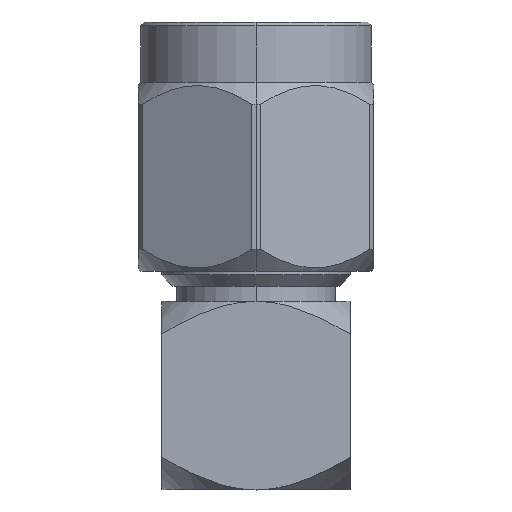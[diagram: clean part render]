
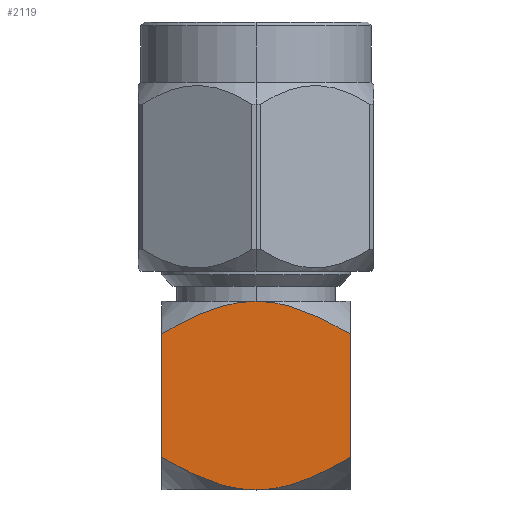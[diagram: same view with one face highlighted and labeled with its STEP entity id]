
A CAD part, left-side view. The second image highlights one B-rep face of the part: STEP entity #2119.
In plain terms, the highlighted planar face has unit normal (-1, 0, 0).
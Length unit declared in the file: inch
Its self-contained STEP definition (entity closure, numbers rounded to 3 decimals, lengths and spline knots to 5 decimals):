
#39 = CARTESIAN_POINT ( 'NONE',  ( -0.125, 0., 0.125 ) ) ;
#101 = CARTESIAN_POINT ( 'NONE',  ( -0.125, -0.125, 0.125 ) ) ;
#218 = VERTEX_POINT ( 'NONE', #1174 ) ;
#309 = ORIENTED_EDGE ( 'NONE', *, *, #2881, .F. ) ;
#320 = CARTESIAN_POINT ( 'NONE',  ( -0.125, 0.02225, 0.12372 ) ) ;
#533 = CARTESIAN_POINT ( 'NONE',  ( -0.125, 0.125, 0.08155 ) ) ;
#592 = CARTESIAN_POINT ( 'NONE',  ( -0.125, -0.08595, -0.10354 ) ) ;
#595 = CARTESIAN_POINT ( 'NONE',  ( -0.125, 0.125, -0.08155 ) ) ;
#765 = VERTEX_POINT ( 'NONE', #39 ) ;
#991 = CARTESIAN_POINT ( 'NONE',  ( -0.125, -0.02237, -0.1237 ) ) ;
#1126 = CARTESIAN_POINT ( 'NONE',  ( -0.125, 0.125, 0.08155 ) ) ;
#1174 = CARTESIAN_POINT ( 'NONE',  ( -0.125, 0., -0.125 ) ) ;
#1313 = CARTESIAN_POINT ( 'NONE',  ( -0.125, 0., 0.125 ) ) ;
#1463 = CARTESIAN_POINT ( 'NONE',  ( -0.125, -0.01111, 0.125 ) ) ;
#1483 = VECTOR ( 'NONE', #3439, 39.37008 ) ;
#1503 = CARTESIAN_POINT ( 'NONE',  ( -0.125, 0.10583, -0.09293 ) ) ;
#1524 = ORIENTED_EDGE ( 'NONE', *, *, #1878, .F. ) ;
#1566 = ORIENTED_EDGE ( 'NONE', *, *, #4352, .F. ) ;
#1673 = EDGE_CURVE ( 'NONE', #765, #3533, #1854, .T. ) ;
#1756 = CARTESIAN_POINT ( 'NONE',  ( -0.125, -0.125, 0.08155 ) ) ;
#1854 = B_SPLINE_CURVE_WITH_KNOTS ( 'NONE', 3,
 ( #1313, #1463, #4897, #5398, #5420, #4076, #5518, #1756 ),
 .UNSPECIFIED., .F., .F.,
 ( 4, 2, 2, 4 ),
 ( 0.01173, 0.01258, 0.01342, 0.01512 ),
 .UNSPECIFIED. ) ;
#1878 = EDGE_CURVE ( 'NONE', #3312, #218, #4993, .T. ) ;
#1882 = CARTESIAN_POINT ( 'NONE',  ( -0.125, -0.125, -0.08155 ) ) ;
#1905 = CARTESIAN_POINT ( 'NONE',  ( -0.125, 0., -0.125 ) ) ;
#1928 = CARTESIAN_POINT ( 'NONE',  ( -0.125, -0.05485, -0.11561 ) ) ;
#1966 = LINE ( 'NONE', #4821, #1483 ) ;
#2005 = CARTESIAN_POINT ( 'NONE',  ( -0.125, -0.125, -0.08155 ) ) ;
#2033 = CARTESIAN_POINT ( 'NONE',  ( -0.125, 0.10583, 0.09293 ) ) ;
#2091 = CARTESIAN_POINT ( 'NONE',  ( -0.125, 0.05487, 0.1156 ) ) ;
#2119 = ADVANCED_FACE ( 'NONE', ( #4874 ), #5652, .F. ) ;
#2236 = B_SPLINE_CURVE_WITH_KNOTS ( 'NONE', 3,
 ( #1126, #2033, #2954, #2091, #5723, #320, #3403, #4335 ),
 .UNSPECIFIED., .F., .F.,
 ( 4, 2, 2, 4 ),
 ( 0.00835, 0.01004, 0.01089, 0.01173 ),
 .UNSPECIFIED. ) ;
#2382 = CARTESIAN_POINT ( 'NONE',  ( -0.125, 0., -0.125 ) ) ;
#2518 = CARTESIAN_POINT ( 'NONE',  ( -0.125, -0.125, 0.125 ) ) ;
#2744 = VECTOR ( 'NONE', #4685, 39.37008 ) ;
#2797 = EDGE_LOOP ( 'NONE', ( #1524, #3959, #4952, #309, #5044, #1566 ) ) ;
#2881 = EDGE_CURVE ( 'NONE', #4157, #765, #2236, .T. ) ;
#2954 = CARTESIAN_POINT ( 'NONE',  ( -0.125, 0.08597, 0.10353 ) ) ;
#2957 = EDGE_CURVE ( 'NONE', #4157, #4647, #1966, .T. ) ;
#3311 = CARTESIAN_POINT ( 'NONE',  ( -0.125, 0.05487, -0.1156 ) ) ;
#3312 = VERTEX_POINT ( 'NONE', #2005 ) ;
#3373 = LINE ( 'NONE', #101, #2744 ) ;
#3403 = CARTESIAN_POINT ( 'NONE',  ( -0.125, 0.01111, 0.125 ) ) ;
#3417 = DIRECTION ( 'NONE',  ( 0., 0., -1. ) ) ;
#3439 = DIRECTION ( 'NONE',  ( 0., 0., -1. ) ) ;
#3533 = VERTEX_POINT ( 'NONE', #4774 ) ;
#3727 = CARTESIAN_POINT ( 'NONE',  ( -0.125, 0.04426, -0.11898 ) ) ;
#3824 = AXIS2_PLACEMENT_3D ( 'NONE', #2518, #5673, #3417 ) ;
#3959 = ORIENTED_EDGE ( 'NONE', *, *, #4418, .F. ) ;
#4076 = CARTESIAN_POINT ( 'NONE',  ( -0.125, -0.08595, 0.10354 ) ) ;
#4131 = CARTESIAN_POINT ( 'NONE',  ( -0.125, -0.04426, -0.11897 ) ) ;
#4157 = VERTEX_POINT ( 'NONE', #533 ) ;
#4169 = CARTESIAN_POINT ( 'NONE',  ( -0.125, 0.08597, -0.10353 ) ) ;
#4335 = CARTESIAN_POINT ( 'NONE',  ( -0.125, 0., 0.125 ) ) ;
#4352 = EDGE_CURVE ( 'NONE', #218, #4647, #4676, .T. ) ;
#4418 = EDGE_CURVE ( 'NONE', #3533, #3312, #3373, .T. ) ;
#4623 = CARTESIAN_POINT ( 'NONE',  ( -0.125, 0.125, -0.08155 ) ) ;
#4624 = CARTESIAN_POINT ( 'NONE',  ( -0.125, -0.10583, -0.09293 ) ) ;
#4647 = VERTEX_POINT ( 'NONE', #595 ) ;
#4676 = B_SPLINE_CURVE_WITH_KNOTS ( 'NONE', 3,
 ( #2382, #5544, #5107, #3727, #3311, #4169, #1503, #4623 ),
 .UNSPECIFIED., .F., .F.,
 ( 4, 2, 2, 4 ),
 ( 0.00698, 0.00783, 0.00868, 0.01037 ),
 .UNSPECIFIED. ) ;
#4685 = DIRECTION ( 'NONE',  ( 0., 0., -1. ) ) ;
#4774 = CARTESIAN_POINT ( 'NONE',  ( -0.125, -0.125, 0.08155 ) ) ;
#4821 = CARTESIAN_POINT ( 'NONE',  ( -0.125, 0.125, 0.125 ) ) ;
#4874 = FACE_OUTER_BOUND ( 'NONE', #2797, .T. ) ;
#4897 = CARTESIAN_POINT ( 'NONE',  ( -0.125, -0.02237, 0.1237 ) ) ;
#4952 = ORIENTED_EDGE ( 'NONE', *, *, #1673, .F. ) ;
#4993 = B_SPLINE_CURVE_WITH_KNOTS ( 'NONE', 3,
 ( #1882, #4624, #592, #1928, #4131, #991, #5024, #1905 ),
 .UNSPECIFIED., .F., .F.,
 ( 4, 2, 2, 4 ),
 ( 0.00359, 0.00528, 0.00613, 0.00698 ),
 .UNSPECIFIED. ) ;
#5024 = CARTESIAN_POINT ( 'NONE',  ( -0.125, -0.01111, -0.125 ) ) ;
#5044 = ORIENTED_EDGE ( 'NONE', *, *, #2957, .T. ) ;
#5107 = CARTESIAN_POINT ( 'NONE',  ( -0.125, 0.02225, -0.12372 ) ) ;
#5398 = CARTESIAN_POINT ( 'NONE',  ( -0.125, -0.04426, 0.11897 ) ) ;
#5420 = CARTESIAN_POINT ( 'NONE',  ( -0.125, -0.05485, 0.11561 ) ) ;
#5518 = CARTESIAN_POINT ( 'NONE',  ( -0.125, -0.10583, 0.09293 ) ) ;
#5544 = CARTESIAN_POINT ( 'NONE',  ( -0.125, 0.01111, -0.125 ) ) ;
#5652 = PLANE ( 'NONE',  #3824 ) ;
#5673 = DIRECTION ( 'NONE',  ( 1., 0., 0. ) ) ;
#5723 = CARTESIAN_POINT ( 'NONE',  ( -0.125, 0.04426, 0.11898 ) ) ;
